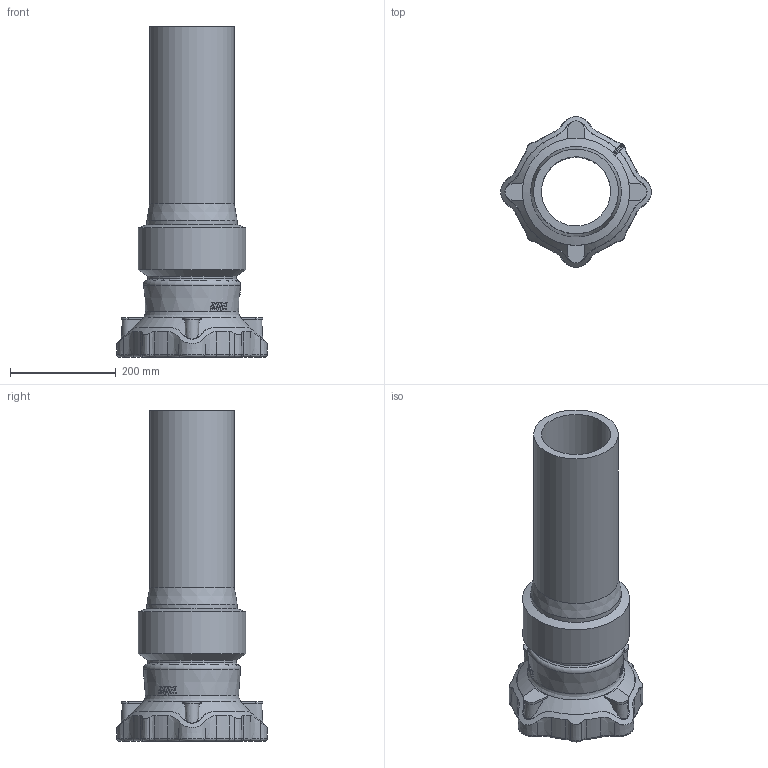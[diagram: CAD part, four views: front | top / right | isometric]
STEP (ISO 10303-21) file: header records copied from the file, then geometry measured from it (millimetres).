
FILE_DESCRIPTION (( 'STEP AP203' ), '1' );
FILE_NAME ('O_635_DN125_160mm_AA1_step.step', '2016-10-13T07:43:37', ( 'Windows User' ), ( 'AVK' ), 'SwSTEP 2.0', 'SolidWorks 2012', '' );
FILE_SCHEMA (( 'CONFIG_CONTROL_DESIGN' ));
Length unit declared in the file: millimetre
Products named in the file (1): O_635_DN125_160mm_AA1_step
Bounding box: 284.76 x 284.76 x 625.5 mm (x, y, z)
Volume: 7619500.2 mm3; surface area: 687249.1 mm2
Topology: 1 solids, 1 shells, 411 faces, 1108 edges, 707 vertices
Faces by surface type: plane 133, cylinder 133, cone 55, bspline 50, torus 38, sphere 2
Full cylindrical faces by diameter (mm): 25.5 x1, 130.8 x1, 160 x1, 168.364 x1, 170.9 x1, 202.7 x1
Entity records: 17620 total; most frequent: CARTESIAN_POINT 8110, ORIENTED_EDGE 2156, DIRECTION 1750, EDGE_CURVE 1078, VERTEX_POINT 698, AXIS2_PLACEMENT_3D 693, EDGE_LOOP 442, FACE_OUTER_BOUND 418
